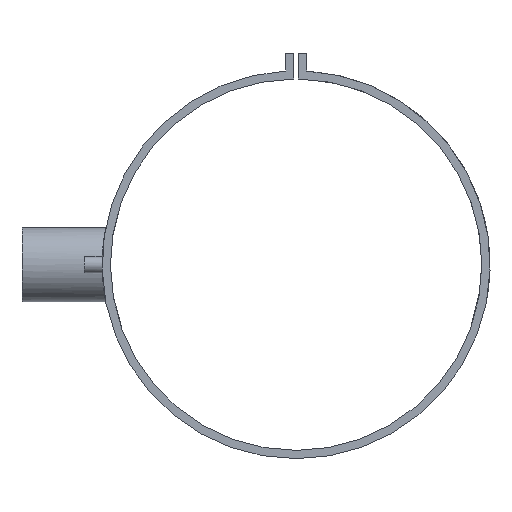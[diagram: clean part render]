
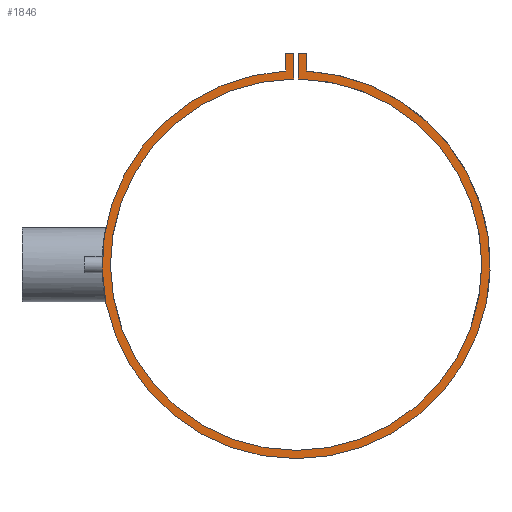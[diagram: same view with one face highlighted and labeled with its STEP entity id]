
A CAD part, left-side view. The second image highlights one B-rep face of the part: STEP entity #1846.
In plain terms, the highlighted planar face has unit normal (-1, 0, 0).
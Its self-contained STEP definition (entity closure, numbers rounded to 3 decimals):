
#24 = EDGE_CURVE ( 'NONE', #981, #1518, #1375, .T. ) ;
#34 = EDGE_CURVE ( 'NONE', #303, #638, #1693, .T. ) ;
#67 = AXIS2_PLACEMENT_3D ( 'NONE', #815, #1360, #386 ) ;
#77 = LINE ( 'NONE', #653, #129 ) ;
#91 = CARTESIAN_POINT ( 'NONE',  ( -80., -2., 157.487 ) ) ;
#96 = CARTESIAN_POINT ( 'NONE',  ( -80., 0., 0. ) ) ;
#101 = EDGE_CURVE ( 'NONE', #460, #708, #1578, .T. ) ;
#119 = CARTESIAN_POINT ( 'NONE',  ( -80., -2., 179.254 ) ) ;
#129 = VECTOR ( 'NONE', #1334, 1000. ) ;
#140 = ORIENTED_EDGE ( 'NONE', *, *, #518, .F. ) ;
#157 = VECTOR ( 'NONE', #1674, 1000. ) ;
#161 = VECTOR ( 'NONE', #1572, 1000. ) ;
#220 = VECTOR ( 'NONE', #1437, 1000. ) ;
#245 = DIRECTION ( 'NONE',  ( 0., -1., 0. ) ) ;
#249 = CARTESIAN_POINT ( 'NONE',  ( -80., -9., 164.254 ) ) ;
#273 = CARTESIAN_POINT ( 'NONE',  ( -80., 9., 179.254 ) ) ;
#281 = CARTESIAN_POINT ( 'NONE',  ( -80., 0., 0. ) ) ;
#303 = VERTEX_POINT ( 'NONE', #249 ) ;
#354 = ORIENTED_EDGE ( 'NONE', *, *, #34, .F. ) ;
#386 = DIRECTION ( 'NONE',  ( 0., 0., -1. ) ) ;
#387 = LINE ( 'NONE', #1516, #1698 ) ;
#426 = LINE ( 'NONE', #273, #161 ) ;
#439 = AXIS2_PLACEMENT_3D ( 'NONE', #281, #559, #1124 ) ;
#460 = VERTEX_POINT ( 'NONE', #895 ) ;
#518 = EDGE_CURVE ( 'NONE', #1553, #981, #77, .T. ) ;
#532 = ORIENTED_EDGE ( 'NONE', *, *, #1834, .F. ) ;
#559 = DIRECTION ( 'NONE',  ( 1., 0., 0. ) ) ;
#562 = EDGE_CURVE ( 'NONE', #708, #1553, #1400, .T. ) ;
#584 = AXIS2_PLACEMENT_3D ( 'NONE', #96, #1808, #1261 ) ;
#618 = LINE ( 'NONE', #1027, #1300 ) ;
#638 = VERTEX_POINT ( 'NONE', #1285 ) ;
#653 = CARTESIAN_POINT ( 'NONE',  ( -80., -2., 179.254 ) ) ;
#708 = VERTEX_POINT ( 'NONE', #900 ) ;
#779 = EDGE_CURVE ( 'NONE', #1032, #460, #387, .T. ) ;
#815 = CARTESIAN_POINT ( 'NONE',  ( -80., 0., 0. ) ) ;
#824 = ORIENTED_EDGE ( 'NONE', *, *, #1393, .F. ) ;
#868 = CARTESIAN_POINT ( 'NONE',  ( -80., 2., 179.254 ) ) ;
#895 = CARTESIAN_POINT ( 'NONE',  ( -80., 2., 179.254 ) ) ;
#900 = CARTESIAN_POINT ( 'NONE',  ( -80., 2., 157.487 ) ) ;
#981 = VERTEX_POINT ( 'NONE', #119 ) ;
#1027 = CARTESIAN_POINT ( 'NONE',  ( -80., -9., 179.254 ) ) ;
#1032 = VERTEX_POINT ( 'NONE', #1254 ) ;
#1124 = DIRECTION ( 'NONE',  ( 0., 0., -1. ) ) ;
#1134 = ORIENTED_EDGE ( 'NONE', *, *, #779, .F. ) ;
#1160 = PLANE ( 'NONE',  #439 ) ;
#1254 = CARTESIAN_POINT ( 'NONE',  ( -80., 9., 179.254 ) ) ;
#1261 = DIRECTION ( 'NONE',  ( 0., 0., -1. ) ) ;
#1285 = CARTESIAN_POINT ( 'NONE',  ( -80., 9., 164.254 ) ) ;
#1300 = VECTOR ( 'NONE', #1599, 1000. ) ;
#1318 = ORIENTED_EDGE ( 'NONE', *, *, #562, .F. ) ;
#1334 = DIRECTION ( 'NONE',  ( 0., 0., 1. ) ) ;
#1360 = DIRECTION ( 'NONE',  ( 1., 0., 0. ) ) ;
#1373 = CARTESIAN_POINT ( 'NONE',  ( -80., -9., 179.254 ) ) ;
#1375 = LINE ( 'NONE', #1663, #157 ) ;
#1393 = EDGE_CURVE ( 'NONE', #1518, #303, #618, .T. ) ;
#1400 = CIRCLE ( 'NONE', #584, 157.5 ) ;
#1414 = FACE_OUTER_BOUND ( 'NONE', #1658, .T. ) ;
#1437 = DIRECTION ( 'NONE',  ( 0., 0., -1. ) ) ;
#1516 = CARTESIAN_POINT ( 'NONE',  ( -80., 9., 179.254 ) ) ;
#1518 = VERTEX_POINT ( 'NONE', #1373 ) ;
#1553 = VERTEX_POINT ( 'NONE', #91 ) ;
#1572 = DIRECTION ( 'NONE',  ( 0., 0., 1. ) ) ;
#1578 = LINE ( 'NONE', #868, #220 ) ;
#1594 = ORIENTED_EDGE ( 'NONE', *, *, #101, .F. ) ;
#1599 = DIRECTION ( 'NONE',  ( 0., 0., -1. ) ) ;
#1646 = ORIENTED_EDGE ( 'NONE', *, *, #24, .F. ) ;
#1658 = EDGE_LOOP ( 'NONE', ( #354, #824, #1646, #140, #1318, #1594, #1134, #532 ) ) ;
#1663 = CARTESIAN_POINT ( 'NONE',  ( -80., -2., 179.254 ) ) ;
#1674 = DIRECTION ( 'NONE',  ( 0., -1., 0. ) ) ;
#1693 = CIRCLE ( 'NONE', #67, 164.5 ) ;
#1698 = VECTOR ( 'NONE', #245, 1000. ) ;
#1808 = DIRECTION ( 'NONE',  ( -1., 0., 0. ) ) ;
#1834 = EDGE_CURVE ( 'NONE', #638, #1032, #426, .T. ) ;
#1846 = ADVANCED_FACE ( 'NONE', ( #1414 ), #1160, .F. ) ;
